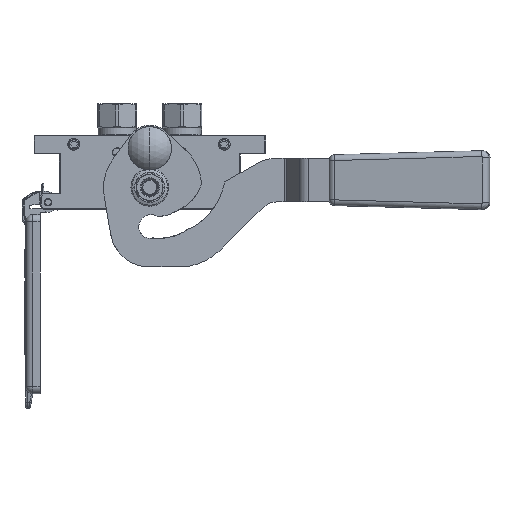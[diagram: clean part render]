
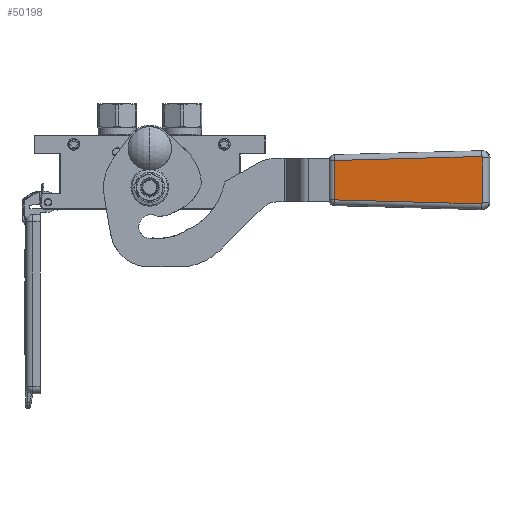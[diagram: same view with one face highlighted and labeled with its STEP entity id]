
A CAD part, front view. The second image highlights one B-rep face of the part: STEP entity #50198.
In plain terms, the highlighted face is planar.
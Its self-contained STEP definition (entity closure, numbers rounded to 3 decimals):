
#157 = CARTESIAN_POINT ( 'NONE',  ( 15.931, 0.057, -4.223 ) ) ;
#653 = LINE ( 'NONE', #26232, #48940 ) ;
#3017 = B_SPLINE_CURVE_WITH_KNOTS ( 'NONE', 3,
 ( #84340, #22387, #92994, #45905, #29313, #53886, #69114, #38275, #6512, #61834, #21720 ),
 .UNSPECIFIED., .F., .F.,
 ( 4, 1, 1, 1, 1, 1, 1, 1, 4 ),
 ( 0., 0.125, 0.25, 0.375, 0.5, 0.625, 0.75, 0.875, 1. ),
 .UNSPECIFIED. ) ;
#4230 = LINE ( 'NONE', #15485, #31486 ) ;
#4685 = ORIENTED_EDGE ( 'NONE', *, *, #96124, .F. ) ;
#5042 = DIRECTION ( 'NONE',  ( 0., 1., 0.014 ) ) ;
#5226 = LINE ( 'NONE', #25527, #29975 ) ;
#6512 = CARTESIAN_POINT ( 'NONE',  ( -15.562, 0.055, -4.067 ) ) ;
#10006 = DIRECTION ( 'NONE',  ( 1., 0., 0. ) ) ;
#15485 = CARTESIAN_POINT ( 'NONE',  ( 13.607, 1.447, -107.054 ) ) ;
#16410 = VERTEX_POINT ( 'NONE', #96928 ) ;
#16781 = EDGE_LOOP ( 'NONE', ( #4685, #61044, #28973, #24280, #98405, #84551 ) ) ;
#18396 = EDGE_CURVE ( 'NONE', #69240, #16410, #92184, .T. ) ;
#21404 = CARTESIAN_POINT ( 'NONE',  ( -15.363, 0.055, -4.054 ) ) ;
#21720 = CARTESIAN_POINT ( 'NONE',  ( -15.363, 0.055, -4.054 ) ) ;
#22387 = CARTESIAN_POINT ( 'NONE',  ( -16.364, 0.068, -5.014 ) ) ;
#22498 = FACE_OUTER_BOUND ( 'NONE', #16781, .T. ) ;
#23964 = CARTESIAN_POINT ( 'NONE',  ( 15.363, 0.055, -4.054 ) ) ;
#24280 = ORIENTED_EDGE ( 'NONE', *, *, #60061, .F. ) ;
#25527 = CARTESIAN_POINT ( 'NONE',  ( -13.607, 1.447, -107.054 ) ) ;
#26232 = CARTESIAN_POINT ( 'NONE',  ( -15.363, 0.055, -4.054 ) ) ;
#28973 = ORIENTED_EDGE ( 'NONE', *, *, #18396, .F. ) ;
#29313 = CARTESIAN_POINT ( 'NONE',  ( -16.209, 0.061, -4.509 ) ) ;
#29975 = VECTOR ( 'NONE', #72572, 1000. ) ;
#31486 = VECTOR ( 'NONE', #39285, 1000. ) ;
#32777 = EDGE_CURVE ( 'NONE', #38743, #99993, #3017, .T. ) ;
#33079 = DIRECTION ( 'NONE',  ( -0.027, 0.014, -1. ) ) ;
#38006 = VERTEX_POINT ( 'NONE', #57254 ) ;
#38275 = CARTESIAN_POINT ( 'NONE',  ( -15.754, 0.056, -4.127 ) ) ;
#38743 = VERTEX_POINT ( 'NONE', #42218 ) ;
#39285 = DIRECTION ( 'NONE',  ( -1., 0., 0. ) ) ;
#39500 = CARTESIAN_POINT ( 'NONE',  ( 15.754, 0.056, -4.127 ) ) ;
#39964 = CARTESIAN_POINT ( 'NONE',  ( 16.363, 0.069, -5.081 ) ) ;
#42218 = CARTESIAN_POINT ( 'NONE',  ( -16.363, 0.069, -5.081 ) ) ;
#45905 = CARTESIAN_POINT ( 'NONE',  ( -16.301, 0.063, -4.688 ) ) ;
#46445 = CARTESIAN_POINT ( 'NONE',  ( 16.301, 0.063, -4.688 ) ) ;
#46779 = CARTESIAN_POINT ( 'NONE',  ( 16.355, 0.066, -4.882 ) ) ;
#47594 = VERTEX_POINT ( 'NONE', #48589 ) ;
#48589 = CARTESIAN_POINT ( 'NONE',  ( -13.607, 1.447, -107.054 ) ) ;
#48940 = VECTOR ( 'NONE', #10006, 1000. ) ;
#50198 = ADVANCED_FACE ( 'NONE', ( #22498 ), #62118, .F. ) ;
#52638 = EDGE_CURVE ( 'NONE', #16410, #38006, #87758, .T. ) ;
#53886 = CARTESIAN_POINT ( 'NONE',  ( -16.084, 0.059, -4.352 ) ) ;
#56625 = DIRECTION ( 'NONE',  ( 0., -0.014, 1. ) ) ;
#57254 = CARTESIAN_POINT ( 'NONE',  ( 13.607, 1.447, -107.054 ) ) ;
#60061 = EDGE_CURVE ( 'NONE', #99993, #69240, #653, .T. ) ;
#60782 = AXIS2_PLACEMENT_3D ( 'NONE', #82310, #5042, #56625 ) ;
#61044 = ORIENTED_EDGE ( 'NONE', *, *, #52638, .F. ) ;
#61834 = CARTESIAN_POINT ( 'NONE',  ( -15.43, 0.055, -4.054 ) ) ;
#62118 = PLANE ( 'NONE',  #60782 ) ;
#62375 = EDGE_CURVE ( 'NONE', #47594, #38743, #5226, .T. ) ;
#69114 = CARTESIAN_POINT ( 'NONE',  ( -15.931, 0.057, -4.223 ) ) ;
#69240 = VERTEX_POINT ( 'NONE', #97472 ) ;
#70681 = CARTESIAN_POINT ( 'NONE',  ( 16.363, 0.069, -5.081 ) ) ;
#71703 = CARTESIAN_POINT ( 'NONE',  ( 15.43, 0.055, -4.054 ) ) ;
#72572 = DIRECTION ( 'NONE',  ( -0.027, -0.014, 1. ) ) ;
#79326 = CARTESIAN_POINT ( 'NONE',  ( 15.562, 0.055, -4.067 ) ) ;
#82310 = CARTESIAN_POINT ( 'NONE',  ( 50., 1.5, -111. ) ) ;
#84340 = CARTESIAN_POINT ( 'NONE',  ( -16.363, 0.069, -5.081 ) ) ;
#84551 = ORIENTED_EDGE ( 'NONE', *, *, #62375, .F. ) ;
#86266 = CARTESIAN_POINT ( 'NONE',  ( 16.364, 0.068, -5.014 ) ) ;
#87758 = LINE ( 'NONE', #39964, #93903 ) ;
#92184 = B_SPLINE_CURVE_WITH_KNOTS ( 'NONE', 3,
 ( #23964, #71703, #79326, #39500, #157, #94220, #95243, #46445, #46779, #86266, #70681 ),
 .UNSPECIFIED., .F., .F.,
 ( 4, 1, 1, 1, 1, 1, 1, 1, 4 ),
 ( 0., 0.125, 0.25, 0.375, 0.5, 0.625, 0.75, 0.875, 1. ),
 .UNSPECIFIED. ) ;
#92994 = CARTESIAN_POINT ( 'NONE',  ( -16.355, 0.066, -4.882 ) ) ;
#93903 = VECTOR ( 'NONE', #33079, 1000. ) ;
#94220 = CARTESIAN_POINT ( 'NONE',  ( 16.084, 0.059, -4.352 ) ) ;
#95243 = CARTESIAN_POINT ( 'NONE',  ( 16.209, 0.061, -4.509 ) ) ;
#96124 = EDGE_CURVE ( 'NONE', #38006, #47594, #4230, .T. ) ;
#96928 = CARTESIAN_POINT ( 'NONE',  ( 16.363, 0.069, -5.081 ) ) ;
#97472 = CARTESIAN_POINT ( 'NONE',  ( 15.363, 0.055, -4.054 ) ) ;
#98405 = ORIENTED_EDGE ( 'NONE', *, *, #32777, .F. ) ;
#99993 = VERTEX_POINT ( 'NONE', #21404 ) ;
